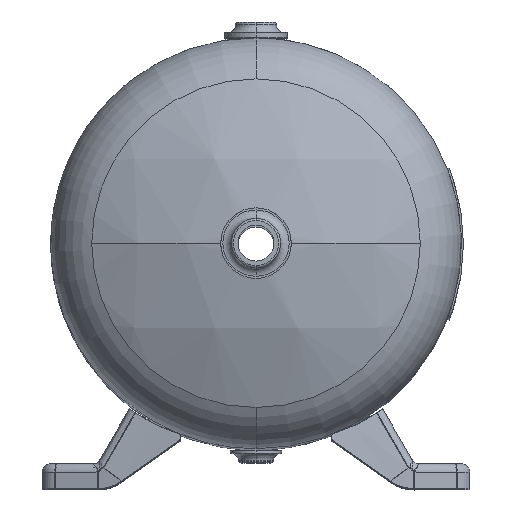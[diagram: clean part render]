
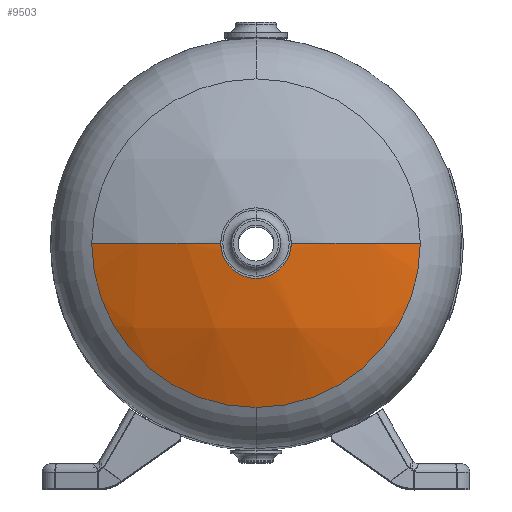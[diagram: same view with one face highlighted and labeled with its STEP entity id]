
A CAD part, top view. The second image highlights one B-rep face of the part: STEP entity #9503.
In plain terms, the highlighted spherical face has radius 274.32 mm.
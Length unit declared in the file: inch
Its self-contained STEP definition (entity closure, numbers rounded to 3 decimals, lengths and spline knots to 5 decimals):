
#4737 = CARTESIAN_POINT ( 'NONE',  ( 0., -4.8, 15.37471 ) ) ;
#4743 = CARTESIAN_POINT ( 'NONE',  ( 0., 0., 15.37471 ) ) ;
#4744 = DIRECTION ( 'NONE',  ( 0., 0., -1. ) ) ;
#4745 = DIRECTION ( 'NONE',  ( 0., 1., 0. ) ) ;
#4751 = CARTESIAN_POINT ( 'NONE',  ( 4.8, 0., 15.37471 ) ) ;
#4841 = CARTESIAN_POINT ( 'NONE',  ( 0.5965, 0., 16.48351 ) ) ;
#4845 = CARTESIAN_POINT ( 'NONE',  ( -0.5965, 0., 16.48351 ) ) ;
#4853 = CARTESIAN_POINT ( 'NONE',  ( -4.8, 0., 15.37471 ) ) ;
#7240 = CARTESIAN_POINT ( 'NONE',  ( 0., 0., 16.48351 ) ) ;
#7241 = DIRECTION ( 'NONE',  ( 0., 0., 1. ) ) ;
#7242 = DIRECTION ( 'NONE',  ( -1., 0., 0. ) ) ;
#7382 = CIRCLE ( 'NONE', #7384, 0.5965 ) ;
#7384 = AXIS2_PLACEMENT_3D ( 'NONE', #7240, #7241, #7242 ) ;
#7460 = CIRCLE ( 'NONE', #7462, 4.8 ) ;
#7462 = AXIS2_PLACEMENT_3D ( 'NONE', #4743, #4744, #4745 ) ;
#7670 = CIRCLE ( 'NONE', #7672, 4.8 ) ;
#7672 = AXIS2_PLACEMENT_3D ( 'NONE', #8857, #8858, #8860 ) ;
#8544 = CIRCLE ( 'NONE', #8547, 10.8 ) ;
#8547 = AXIS2_PLACEMENT_3D ( 'NONE', #14678, #14679, #14680 ) ;
#8857 = CARTESIAN_POINT ( 'NONE',  ( 0., 0., 15.37471 ) ) ;
#8858 = DIRECTION ( 'NONE',  ( 0., 0., -1. ) ) ;
#8860 = DIRECTION ( 'NONE',  ( 0., 1., 0. ) ) ;
#9111 = EDGE_CURVE ( 'NONE', #14528, #10203, #10368, .T. ) ;
#9177 = EDGE_CURVE ( 'NONE', #14526, #14529, #8544, .T. ) ;
#9228 = EDGE_CURVE ( 'NONE', #10203, #10201, #7670, .T. ) ;
#9503 = ADVANCED_FACE ( 'NONE', ( #10506 ), #10508, .T. ) ;
#10105 = EDGE_CURVE ( 'NONE', #14526, #14528, #7382, .T. ) ;
#10194 = EDGE_CURVE ( 'NONE', #10201, #14529, #7460, .T. ) ;
#10201 = VERTEX_POINT ( 'NONE', #4737 ) ;
#10203 = VERTEX_POINT ( 'NONE', #4751 ) ;
#10264 = EDGE_LOOP ( 'NONE', ( #14556, #14557, #14558, #14559, #14560 ) ) ;
#10368 = CIRCLE ( 'NONE', #10369, 10.8 ) ;
#10369 = AXIS2_PLACEMENT_3D ( 'NONE', #14181, #14182, #14183 ) ;
#10505 = CARTESIAN_POINT ( 'NONE',  ( 0., 0., 5.7 ) ) ;
#10506 = FACE_OUTER_BOUND ( 'NONE', #10264, .T. ) ;
#10508 = SPHERICAL_SURFACE ( 'NONE', #15580, 10.8 ) ;
#10511 = DIRECTION ( 'NONE',  ( 0., -1., 0. ) ) ;
#10512 = DIRECTION ( 'NONE',  ( 1., 0., 0. ) ) ;
#14181 = CARTESIAN_POINT ( 'NONE',  ( 0., 0., 5.7 ) ) ;
#14182 = DIRECTION ( 'NONE',  ( 0., 1., 0. ) ) ;
#14183 = DIRECTION ( 'NONE',  ( 0., 0., 1. ) ) ;
#14526 = VERTEX_POINT ( 'NONE', #4845 ) ;
#14528 = VERTEX_POINT ( 'NONE', #4841 ) ;
#14529 = VERTEX_POINT ( 'NONE', #4853 ) ;
#14556 = ORIENTED_EDGE ( 'NONE', *, *, #10105, .F. ) ;
#14557 = ORIENTED_EDGE ( 'NONE', *, *, #9177, .T. ) ;
#14558 = ORIENTED_EDGE ( 'NONE', *, *, #10194, .F. ) ;
#14559 = ORIENTED_EDGE ( 'NONE', *, *, #9228, .F. ) ;
#14560 = ORIENTED_EDGE ( 'NONE', *, *, #9111, .F. ) ;
#14678 = CARTESIAN_POINT ( 'NONE',  ( 0., 0., 5.7 ) ) ;
#14679 = DIRECTION ( 'NONE',  ( 0., -1., 0. ) ) ;
#14680 = DIRECTION ( 'NONE',  ( 1., 0., 0. ) ) ;
#15580 = AXIS2_PLACEMENT_3D ( 'NONE', #10505, #10511, #10512 ) ;
